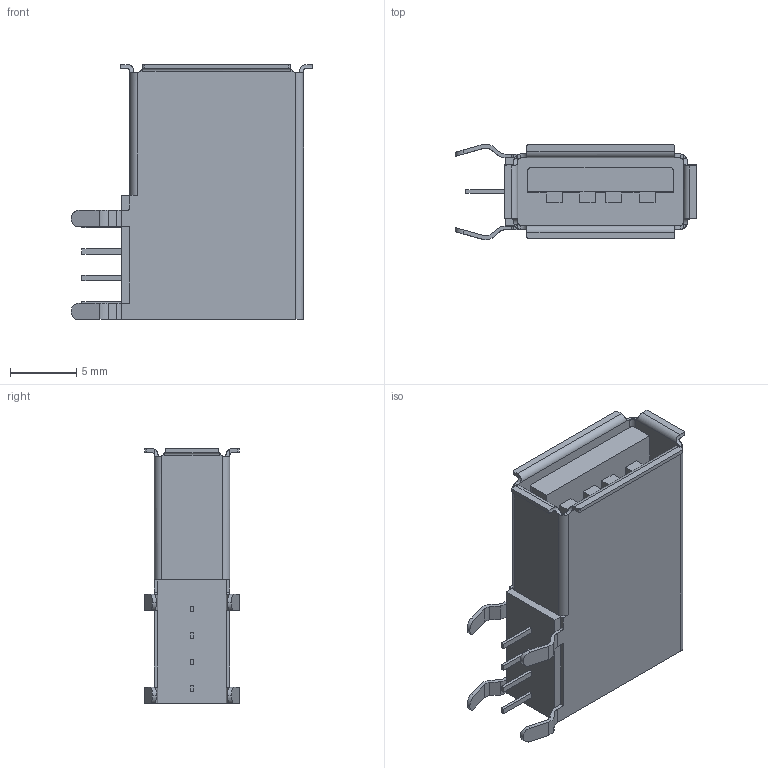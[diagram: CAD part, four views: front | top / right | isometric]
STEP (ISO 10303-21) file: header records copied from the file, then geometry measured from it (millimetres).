
FILE_DESCRIPTION (( 'STEP AP214' ), '1' );
FILE_NAME ('usb_a-usb_a-e.STEP', '2017-06-03T14:10:13', ( '' ), ( '' ), 'SwSTEP 2.0', 'SolidWorks 2016', '' );
FILE_SCHEMA (( 'AUTOMOTIVE_DESIGN' ));
Length unit declared in the file: millimetre
Products named in the file (1): usb_a-usb_a-e
Bounding box: 18.21 x 7.2 x 19.2 mm (x, y, z)
Volume: 1101.6 mm3; surface area: 1541.8 mm2
Topology: 1 solids, 1 shells, 195 faces, 569 edges, 381 vertices
Faces by surface type: plane 131, cylinder 64
Entity records: 7294 total; most frequent: CARTESIAN_POINT 1881, ORIENTED_EDGE 1138, DIRECTION 844, EDGE_CURVE 569, VECTOR 398, LINE 398, VERTEX_POINT 381, AXIS2_PLACEMENT_3D 223
